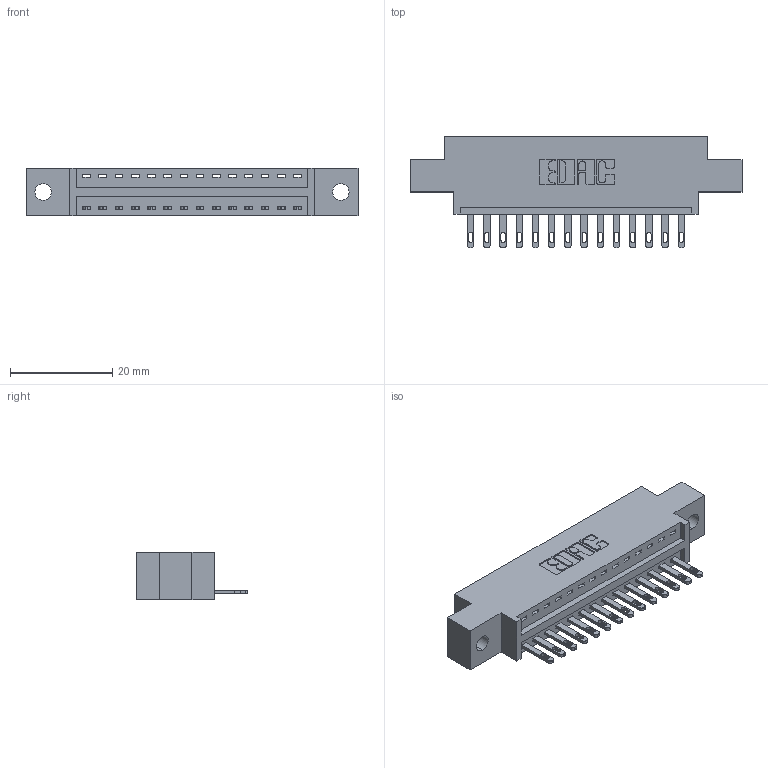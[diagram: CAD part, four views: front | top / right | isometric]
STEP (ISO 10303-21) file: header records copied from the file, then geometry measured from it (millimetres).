
FILE_DESCRIPTION (( 'STEP AP203' ), '1' );
FILE_NAME ('896-014-500-602.STEP', '2021-07-27T15:15:25', ( '' ), ( '' ), 'SwSTEP 2.0', 'SolidWorks 2020', '' );
FILE_SCHEMA (( 'CONFIG_CONTROL_DESIGN' ));
Length unit declared in the file: inch
Products named in the file (3): 345-292-001_345-293-100; 896-014-500-602; 846 Part_0.170 Offset - 0.128 Dia
Assembly tree (15 placements, depth 2):
  896-014-500-602
    846 Part_0.170 Offset - 0.128 Dia
    345-292-001_345-293-100  x14
Bounding box: 65.02 x 21.84 x 9.4 mm (x, y, z)
Volume: 5848.7 mm3; surface area: 6929.7 mm2
Topology: 15 solids, 15 shells, 882 faces, 2693 edges, 1794 vertices
Faces by surface type: plane 556, cylinder 326
Entity records: 12523 total; most frequent: CARTESIAN_POINT 2162, ORIENTED_EDGE 2110, DIRECTION 1943, EDGE_CURVE 1055, VECTOR 863, LINE 863, VERTEX_POINT 702, AXIS2_PLACEMENT_3D 540
